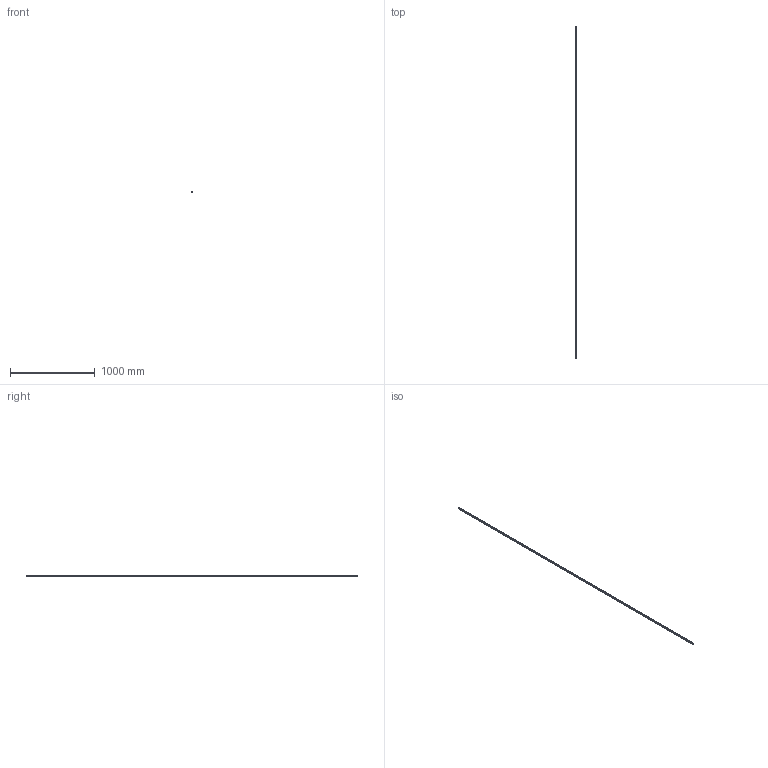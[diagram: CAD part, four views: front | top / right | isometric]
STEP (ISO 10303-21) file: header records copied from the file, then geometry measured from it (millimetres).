
FILE_DESCRIPTION(('STEP AP214'),'1');
FILE_NAME('cctmp_35845B4D-82C4-480E-9037-C2882CE75726_2020_5_13_9_26_42_451..stp','2020-05-13T07:26:42',('HIWIN GmbH'),('CADClick - www.CADClick.com'),'Spatial InterOp 3D',' ','unknown authorization');
FILE_SCHEMA(('AUTOMOTIVE_DESIGN'));
Length unit declared in the file: millimetre
Products named in the file (1): HGR15R3910H_FILE
Bounding box: 15 x 3910 x 15 mm (x, y, z)
Volume: 718454.1 mm3; surface area: 260130.6 mm2
Topology: 1 solids, 1 shells, 700 faces, 1497 edges, 998 vertices
Faces by surface type: cylinder 416, plane 284
Entity records: 24937 total; most frequent: DIRECTION 3731, CARTESIAN_POINT 3196, ORIENTED_EDGE 2994, AXIS2_PLACEMENT_3D 1533, EDGE_CURVE 1497, VERTEX_POINT 998, EDGE_LOOP 899, CIRCLE 832
